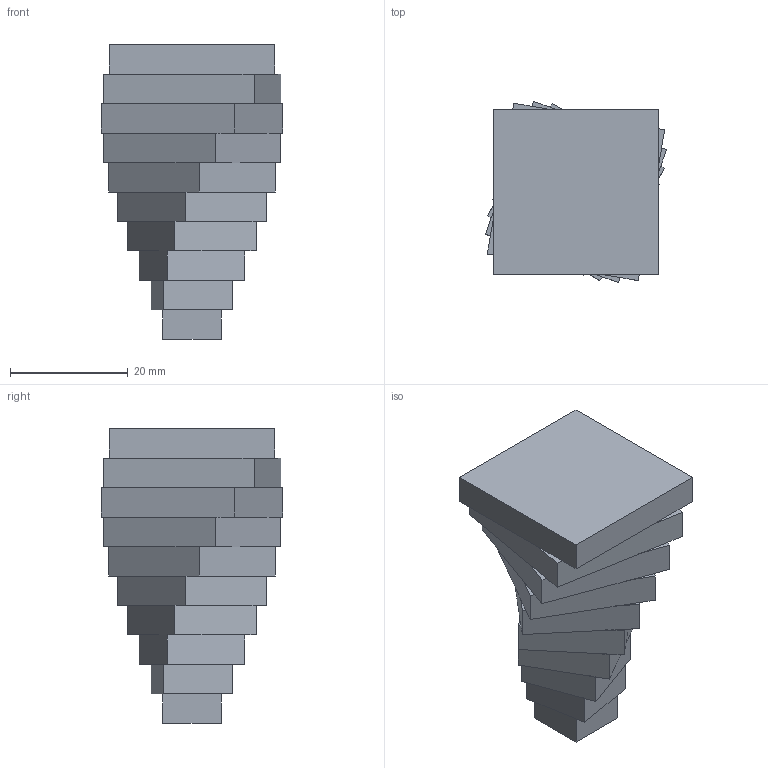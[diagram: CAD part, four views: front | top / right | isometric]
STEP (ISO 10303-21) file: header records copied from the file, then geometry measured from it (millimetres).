
FILE_DESCRIPTION(('Open CASCADE Model'),'2;1');
FILE_NAME('Open CASCADE Shape Model','2024-05-30T21:04:11',('Author'),( 'Open CASCADE'),'Open CASCADE STEP processor 7.7','Open CASCADE 7.7' ,'Unknown');
FILE_SCHEMA(('AUTOMOTIVE_DESIGN { 1 0 10303 214 1 1 1 1 }'));
Length unit declared in the file: millimetre
Products named in the file (1): Open CASCADE STEP translator 7.7 24
Bounding box: 30.76 x 30.76 x 50 mm (x, y, z)
Volume: 19700 mm3; surface area: 5440.4 mm2
Topology: 1 solids, 1 shells, 100 faces, 232 edges, 136 vertices
Faces by surface type: plane 100
Entity records: 5734 total; most frequent: CARTESIAN_POINT 933, DIRECTION 898, LINE 696, VECTOR 696, ORIENTED_EDGE 464, PCURVE 464, DEFINITIONAL_REPRESENTATION 464, EDGE_CURVE 232
